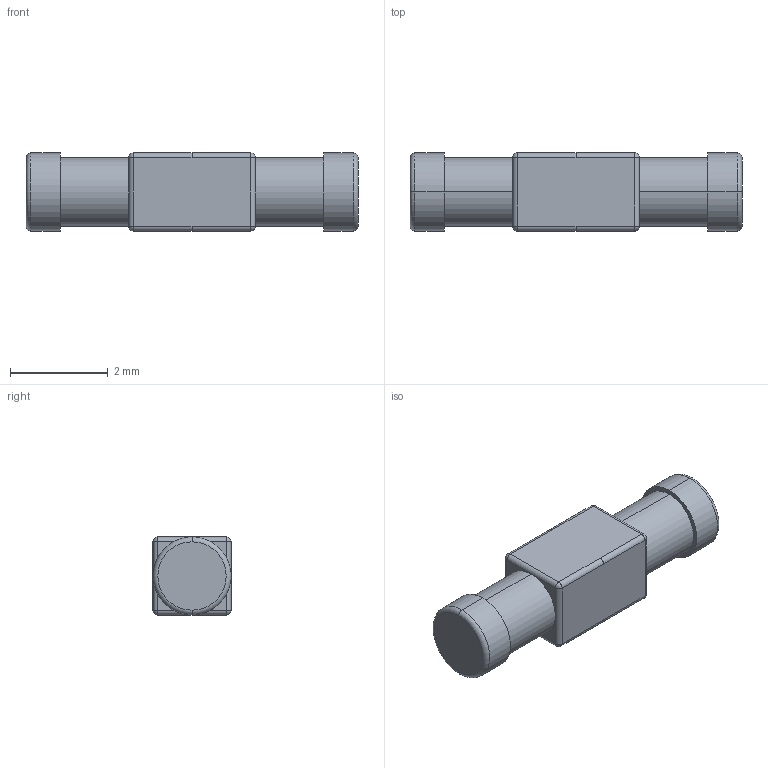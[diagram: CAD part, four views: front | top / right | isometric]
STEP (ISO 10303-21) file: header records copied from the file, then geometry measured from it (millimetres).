
FILE_DESCRIPTION (( 'STEP AP214' ), '1' );
FILE_NAME ('F7BD68B7-F1C0-452E-AC48-3417511FDB4D.STEP', '2023-01-28T14:38:33', ( '' ), ( '' ), 'SwSTEP 2.0', 'SolidWorks 2022', '' );
FILE_SCHEMA (( 'AUTOMOTIVE_DESIGN' ));
Length unit declared in the file: millimetre
Products named in the file (1): F7BD68B7-F1C0-452E-AC48-3417511FDB4D
Bounding box: 6.8 x 1.6 x 1.6 mm (x, y, z)
Volume: 13.7 mm3; surface area: 41.5 mm2
Topology: 1 solids, 1 shells, 52 faces, 112 edges, 56 vertices
Faces by surface type: cylinder 24, plane 16, sphere 8, torus 4
Entity records: 1402 total; most frequent: DIRECTION 266, CARTESIAN_POINT 213, ORIENTED_EDGE 208, AXIS2_PLACEMENT_3D 109, EDGE_CURVE 104, VERTEX_POINT 56, CIRCLE 56, EDGE_LOOP 54
